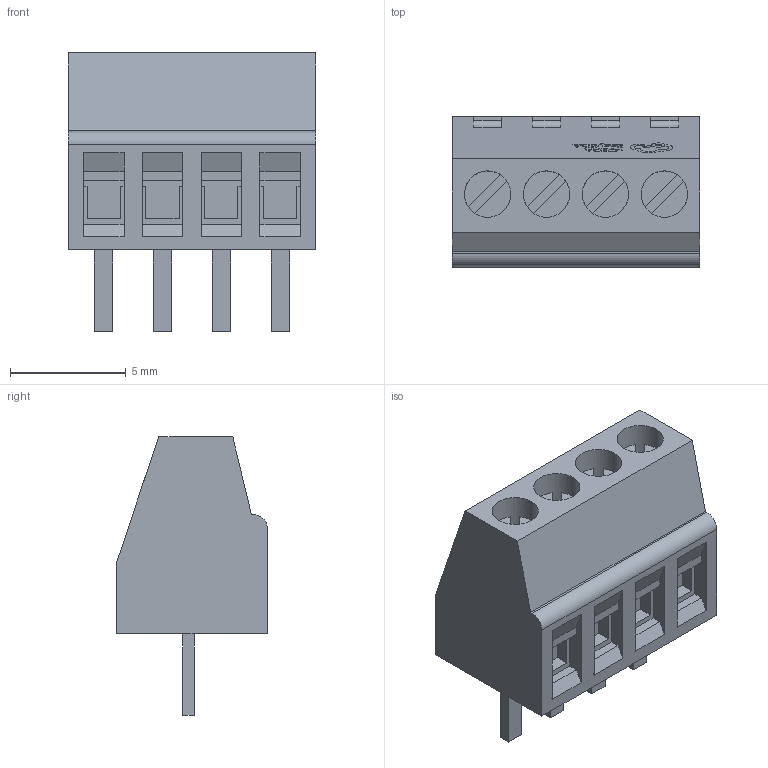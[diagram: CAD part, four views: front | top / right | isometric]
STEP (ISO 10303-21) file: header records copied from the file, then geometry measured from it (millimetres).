
FILE_DESCRIPTION (( 'STEP AP214' ), '1' );
FILE_NAME ('CONN-TH_XY308-2.54-4P.step', '2022-08-03T10:26:21', ( '' ), ( '' ), 'SwSTEP 2.0', 'SolidWorks 2020', '' );
FILE_SCHEMA (( 'AUTOMOTIVE_DESIGN' ));
Length unit declared in the file: millimetre
Products named in the file (1): CONN-TH_XY308-2.54-4P
Bounding box: 10.66 x 6.5 x 12 mm (x, y, z)
Volume: 465.9 mm3; surface area: 514.7 mm2
Topology: 14 solids, 14 shells, 429 faces, 1146 edges, 764 vertices
Faces by surface type: plane 302, bspline 114, cylinder 13
Entity records: 18142 total; most frequent: CARTESIAN_POINT 4702, ORIENTED_EDGE 2292, DIRECTION 1588, EDGE_CURVE 1146, VECTOR 872, LINE 872, VERTEX_POINT 764, EDGE_LOOP 460
